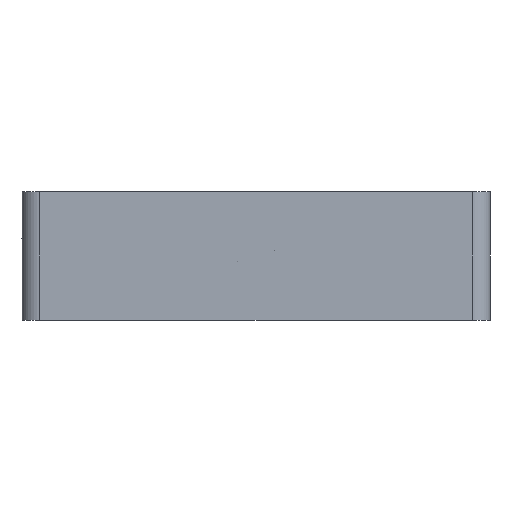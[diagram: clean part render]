
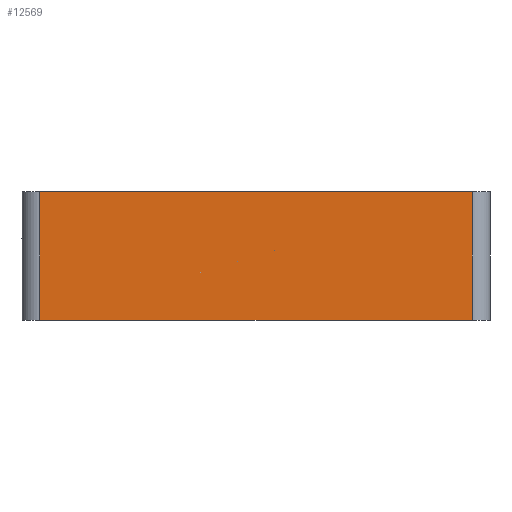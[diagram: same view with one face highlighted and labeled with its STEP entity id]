
A CAD part, left-side view. The second image highlights one B-rep face of the part: STEP entity #12569.
In plain terms, the highlighted planar face has unit normal (-1, 0, 0).
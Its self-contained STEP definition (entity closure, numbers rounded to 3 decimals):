
#666 = EDGE_CURVE ( 'NONE', #8726, #12112, #16180, .T. ) ;
#750 = EDGE_CURVE ( 'NONE', #8726, #4007, #17515, .T. ) ;
#1293 = LINE ( 'NONE', #6939, #6210 ) ;
#1673 = VECTOR ( 'NONE', #2840, 1000. ) ;
#2083 = EDGE_CURVE ( 'NONE', #12112, #11009, #2689, .T. ) ;
#2689 = LINE ( 'NONE', #12847, #9123 ) ;
#2840 = DIRECTION ( 'NONE',  ( 0., 0., -1. ) ) ;
#3274 = EDGE_CURVE ( 'NONE', #11009, #4007, #1293, .T. ) ;
#4007 = VERTEX_POINT ( 'NONE', #18371 ) ;
#5335 = CARTESIAN_POINT ( 'NONE',  ( -45., 37., 0. ) ) ;
#5958 = VECTOR ( 'NONE', #12898, 1000. ) ;
#6180 = PLANE ( 'NONE',  #16065 ) ;
#6210 = VECTOR ( 'NONE', #8480, 1000. ) ;
#6939 = CARTESIAN_POINT ( 'NONE',  ( -45., -37., 22. ) ) ;
#7059 = CARTESIAN_POINT ( 'NONE',  ( -45., -40., 22. ) ) ;
#8480 = DIRECTION ( 'NONE',  ( 0., 0., 1. ) ) ;
#8726 = VERTEX_POINT ( 'NONE', #18337 ) ;
#9123 = VECTOR ( 'NONE', #17462, 1000. ) ;
#9249 = DIRECTION ( 'NONE',  ( 0., 0., -1. ) ) ;
#9346 = CARTESIAN_POINT ( 'NONE',  ( -45., -40., 22. ) ) ;
#9703 = ORIENTED_EDGE ( 'NONE', *, *, #2083, .T. ) ;
#10015 = ORIENTED_EDGE ( 'NONE', *, *, #750, .F. ) ;
#10232 = CARTESIAN_POINT ( 'NONE',  ( -45., 37., 22. ) ) ;
#10445 = CARTESIAN_POINT ( 'NONE',  ( -45., -37., 0. ) ) ;
#10871 = EDGE_LOOP ( 'NONE', ( #9703, #12980, #10015, #17417 ) ) ;
#11009 = VERTEX_POINT ( 'NONE', #10445 ) ;
#12112 = VERTEX_POINT ( 'NONE', #5335 ) ;
#12305 = DIRECTION ( 'NONE',  ( 1., 0., 0. ) ) ;
#12569 = ADVANCED_FACE ( 'NONE', ( #16532 ), #6180, .F. ) ;
#12847 = CARTESIAN_POINT ( 'NONE',  ( -45., -40., 0. ) ) ;
#12898 = DIRECTION ( 'NONE',  ( 0., -1., 0. ) ) ;
#12980 = ORIENTED_EDGE ( 'NONE', *, *, #3274, .T. ) ;
#16065 = AXIS2_PLACEMENT_3D ( 'NONE', #9346, #12305, #9249 ) ;
#16180 = LINE ( 'NONE', #10232, #1673 ) ;
#16532 = FACE_OUTER_BOUND ( 'NONE', #10871, .T. ) ;
#17417 = ORIENTED_EDGE ( 'NONE', *, *, #666, .T. ) ;
#17462 = DIRECTION ( 'NONE',  ( 0., -1., 0. ) ) ;
#17515 = LINE ( 'NONE', #7059, #5958 ) ;
#18337 = CARTESIAN_POINT ( 'NONE',  ( -45., 37., 22. ) ) ;
#18371 = CARTESIAN_POINT ( 'NONE',  ( -45., -37., 22. ) ) ;
